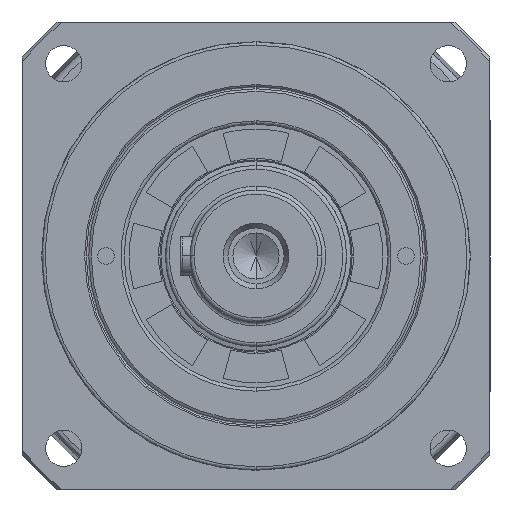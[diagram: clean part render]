
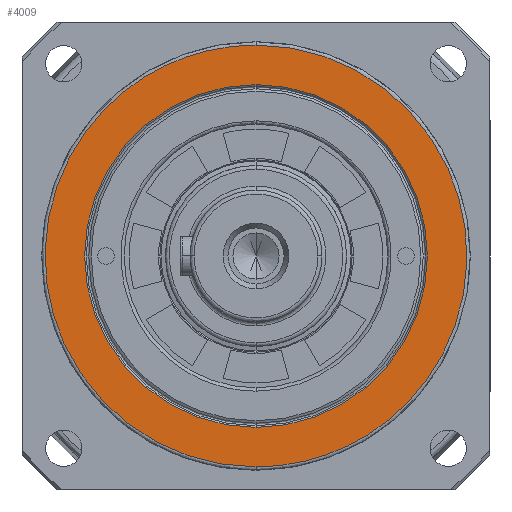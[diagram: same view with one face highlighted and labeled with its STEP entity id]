
A CAD part, left-side view. The second image highlights one B-rep face of the part: STEP entity #4009.
In plain terms, the highlighted planar face has unit normal (-1, 0, 0).
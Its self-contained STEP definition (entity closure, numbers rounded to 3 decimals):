
#595 = DIRECTION ( 'NONE',  ( 0., 0., -1. ) ) ;
#605 = DIRECTION ( 'NONE',  ( 1., 0., 0. ) ) ;
#762 = CARTESIAN_POINT ( 'NONE',  ( -93.5, 0., 0. ) ) ;
#832 = PLANE ( 'NONE',  #48384 ) ;
#3462 = ORIENTED_EDGE ( 'NONE', *, *, #29857, .F. ) ;
#4009 = ADVANCED_FACE ( 'NONE', ( #13719, #12969 ), #832, .F. ) ;
#4592 = CARTESIAN_POINT ( 'NONE',  ( -93.5, 128., 64. ) ) ;
#5463 = ORIENTED_EDGE ( 'NONE', *, *, #39042, .F. ) ;
#5475 = AXIS2_PLACEMENT_3D ( 'NONE', #38285, #14527, #42227 ) ;
#9149 = AXIS2_PLACEMENT_3D ( 'NONE', #50894, #40837, #17147 ) ;
#12969 = FACE_BOUND ( 'NONE', #46615, .T. ) ;
#13719 = FACE_OUTER_BOUND ( 'NONE', #37886, .T. ) ;
#14527 = DIRECTION ( 'NONE',  ( -1., 0., 0. ) ) ;
#17147 = DIRECTION ( 'NONE',  ( 0., 0., 1. ) ) ;
#17637 = CARTESIAN_POINT ( 'NONE',  ( -93.5, 0., -64. ) ) ;
#18459 = EDGE_CURVE ( 'NONE', #28293, #35502, #29813, .T. ) ;
#18987 = CARTESIAN_POINT ( 'NONE',  ( -93.5, 0., 64. ) ) ;
#22748 = CARTESIAN_POINT ( 'NONE',  ( -93.5, 0., -52. ) ) ;
#25450 = CARTESIAN_POINT ( 'NONE',  ( -93.5, -128., 64. ) ) ;
#26097 = ORIENTED_EDGE ( 'NONE', *, *, #47224, .F. ) ;
#27175 = VERTEX_POINT ( 'NONE', #38134 ) ;
#28293 = VERTEX_POINT ( 'NONE', #22748 ) ;
#29813 = CIRCLE ( 'NONE', #5475, 52. ) ;
#29857 = EDGE_CURVE ( 'NONE', #35502, #28293, #35296, .T. ) ;
#32283 = CARTESIAN_POINT ( 'NONE',  ( -93.5, 0., 64. ) ) ;
#35296 = CIRCLE ( 'NONE', #9149, 52. ) ;
#35502 = VERTEX_POINT ( 'NONE', #37751 ) ;
#36112 = CARTESIAN_POINT ( 'NONE',  ( -93.5, 0., -64. ) ) ;
#37410 = CARTESIAN_POINT ( 'NONE',  ( -93.5, 0., 64. ) ) ;
#37751 = CARTESIAN_POINT ( 'NONE',  ( -93.5, 0., 52. ) ) ;
#37886 = EDGE_LOOP ( 'NONE', ( #26097, #5463 ) ) ;
#38017 = ORIENTED_EDGE ( 'NONE', *, *, #18459, .F. ) ;
#38134 = CARTESIAN_POINT ( 'NONE',  ( -93.5, 0., -64. ) ) ;
#38285 = CARTESIAN_POINT ( 'NONE',  ( -93.5, 0., 0. ) ) ;
#39042 = EDGE_CURVE ( 'NONE', #45423, #27175, #39409, .T. ) ;
#39409 =( BOUNDED_CURVE ( )  B_SPLINE_CURVE ( 3, ( #37410, #25450, #41325, #17637 ),
 .UNSPECIFIED., .F., .F. ) 
 B_SPLINE_CURVE_WITH_KNOTS ( ( 4, 4 ),
 ( 0., 1. ),
 .UNSPECIFIED. ) 
 CURVE ( )  GEOMETRIC_REPRESENTATION_ITEM ( )  RATIONAL_B_SPLINE_CURVE ( ( 1., 0.333, 0.333, 1. ) ) 
 REPRESENTATION_ITEM ( '' )  );
#40837 = DIRECTION ( 'NONE',  ( -1., 0., 0. ) ) ;
#41325 = CARTESIAN_POINT ( 'NONE',  ( -93.5, -128., -64. ) ) ;
#42227 = DIRECTION ( 'NONE',  ( 0., 0., 1. ) ) ;
#45423 = VERTEX_POINT ( 'NONE', #18987 ) ;
#46615 = EDGE_LOOP ( 'NONE', ( #3462, #38017 ) ) ;
#47224 = EDGE_CURVE ( 'NONE', #27175, #45423, #47270, .T. ) ;
#47270 =( BOUNDED_CURVE ( )  B_SPLINE_CURVE ( 3, ( #36112, #47706, #4592, #32283 ),
 .UNSPECIFIED., .F., .F. ) 
 B_SPLINE_CURVE_WITH_KNOTS ( ( 4, 4 ),
 ( 0., 1. ),
 .UNSPECIFIED. ) 
 CURVE ( )  GEOMETRIC_REPRESENTATION_ITEM ( )  RATIONAL_B_SPLINE_CURVE ( ( 1., 0.333, 0.333, 1. ) ) 
 REPRESENTATION_ITEM ( '' )  );
#47706 = CARTESIAN_POINT ( 'NONE',  ( -93.5, 128., -64. ) ) ;
#48384 = AXIS2_PLACEMENT_3D ( 'NONE', #762, #605, #595 ) ;
#50894 = CARTESIAN_POINT ( 'NONE',  ( -93.5, 0., 0. ) ) ;
